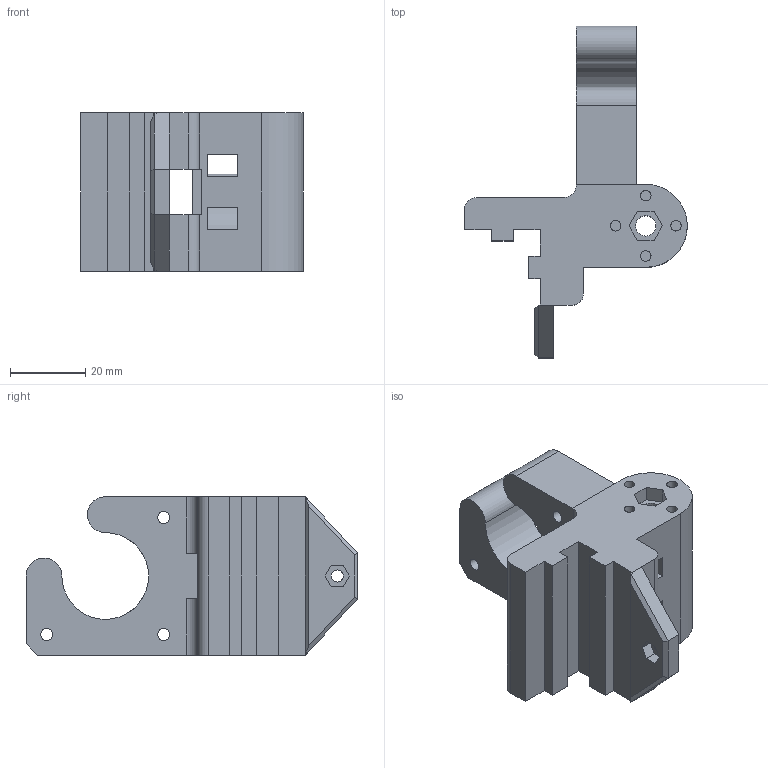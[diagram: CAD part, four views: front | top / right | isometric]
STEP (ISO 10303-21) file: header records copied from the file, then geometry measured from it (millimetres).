
FILE_DESCRIPTION(('FreeCAD Model'),'2;1');
FILE_NAME('x-motor-holder-20x20-M5-x1.step','2021-07-20T19:07:13',('Author'),(''), 'Open CASCADE STEP processor 7.3','FreeCAD','Unknown');
FILE_SCHEMA(('AUTOMOTIVE_DESIGN { 1 0 10303 214 1 1 1 1 }'));
Length unit declared in the file: millimetre
Products named in the file (1): Chamfer001
Bounding box: 59 x 88 x 42 mm (x, y, z)
Volume: 55941.4 mm3; surface area: 19263.1 mm2
Topology: 1 solids, 1 shells, 94 faces, 238 edges, 155 vertices
Faces by surface type: plane 71, cylinder 23
Full cylindrical faces by diameter (mm): 2.8 x6, 3.2 x4, 5.4 x1, 6.8 x3
Entity records: 5975 total; most frequent: CARTESIAN_POINT 1048, DIRECTION 930, LINE 602, VECTOR 602, ORIENTED_EDGE 476, PCURVE 476, DEFINITIONAL_REPRESENTATION 476, EDGE_CURVE 238
